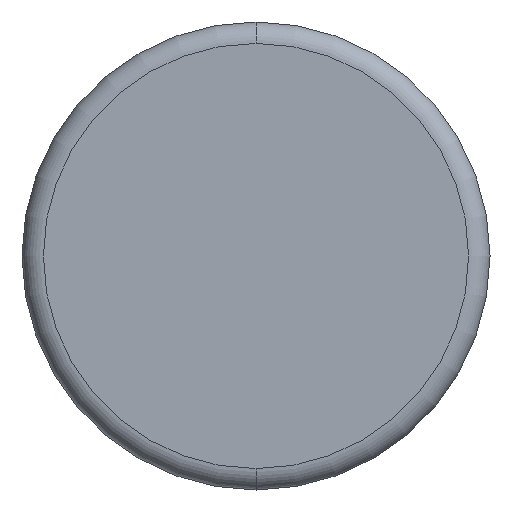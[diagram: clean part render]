
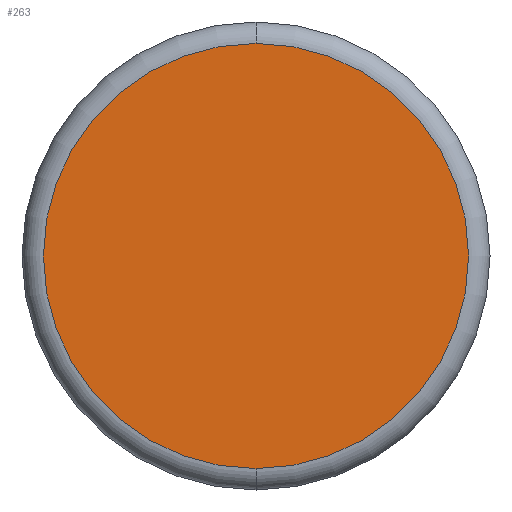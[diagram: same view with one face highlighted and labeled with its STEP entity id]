
A CAD part, front view. The second image highlights one B-rep face of the part: STEP entity #263.
In plain terms, the highlighted planar face has unit normal (0, -1, 0).
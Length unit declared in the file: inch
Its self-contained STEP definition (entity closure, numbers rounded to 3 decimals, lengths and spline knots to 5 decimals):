
#9 = CIRCLE ( 'NONE', #212, 0.19875 ) ;
#30 = CARTESIAN_POINT ( 'NONE',  ( 0., 0., 0. ) ) ;
#37 = AXIS2_PLACEMENT_3D ( 'NONE', #30, #225, #392 ) ;
#57 = FACE_OUTER_BOUND ( 'NONE', #242, .T. ) ;
#81 = CARTESIAN_POINT ( 'NONE',  ( 0., 0., 0.19875 ) ) ;
#109 = DIRECTION ( 'NONE',  ( 0., 0., -1. ) ) ;
#110 = EDGE_CURVE ( 'NONE', #249, #340, #375, .T. ) ;
#156 = ORIENTED_EDGE ( 'NONE', *, *, #110, .T. ) ;
#174 = PLANE ( 'NONE',  #358 ) ;
#212 = AXIS2_PLACEMENT_3D ( 'NONE', #386, #311, #109 ) ;
#224 = CARTESIAN_POINT ( 'NONE',  ( 0., 0., -0.19875 ) ) ;
#225 = DIRECTION ( 'NONE',  ( 0., -1., 0. ) ) ;
#242 = EDGE_LOOP ( 'NONE', ( #283, #156 ) ) ;
#249 = VERTEX_POINT ( 'NONE', #81 ) ;
#263 = ADVANCED_FACE ( 'NONE', ( #57 ), #174, .T. ) ;
#272 = CARTESIAN_POINT ( 'NONE',  ( 0., 0., 0. ) ) ;
#283 = ORIENTED_EDGE ( 'NONE', *, *, #336, .T. ) ;
#311 = DIRECTION ( 'NONE',  ( 0., -1., 0. ) ) ;
#323 = DIRECTION ( 'NONE',  ( 0., 0., -1. ) ) ;
#336 = EDGE_CURVE ( 'NONE', #340, #249, #9, .T. ) ;
#340 = VERTEX_POINT ( 'NONE', #224 ) ;
#345 = DIRECTION ( 'NONE',  ( 0., -1., 0. ) ) ;
#358 = AXIS2_PLACEMENT_3D ( 'NONE', #272, #345, #323 ) ;
#375 = CIRCLE ( 'NONE', #37, 0.19875 ) ;
#386 = CARTESIAN_POINT ( 'NONE',  ( 0., 0., 0. ) ) ;
#392 = DIRECTION ( 'NONE',  ( 0., 0., -1. ) ) ;
